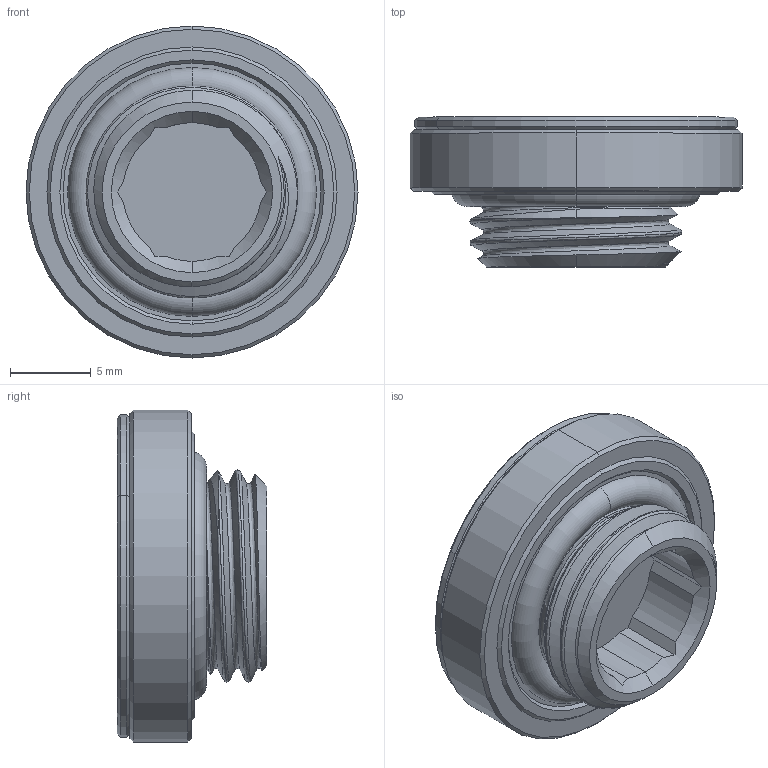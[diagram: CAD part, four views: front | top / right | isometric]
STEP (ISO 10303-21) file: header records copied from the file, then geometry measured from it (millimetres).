
FILE_DESCRIPTION (( 'STEP AP203' ), '1' );
FILE_NAME ('TG-DM-FIT-0009 DeltaMate Plug - Black.STEP', '2025-07-31T12:33:24', ( '' ), ( '' ), 'SwSTEP 2.0', 'SolidWorks 2024', '' );
FILE_SCHEMA (( 'CONFIG_CONTROL_DESIGN' ));
Length unit declared in the file: millimetre
Products named in the file (1): TG-DM-FIT-0009 DeltaMate Plug - Black
Bounding box: 20.6 x 9.3 x 20.6 mm (x, y, z)
Volume: 1800.3 mm3; surface area: 2142.9 mm2
Topology: 2 solids, 2 shells, 130 faces, 317 edges, 204 vertices
Faces by surface type: plane 50, cylinder 35, cone 27, torus 13, bspline 5
Entity records: 5368 total; most frequent: CARTESIAN_POINT 2255, DIRECTION 641, ORIENTED_EDGE 634, EDGE_CURVE 317, AXIS2_PLACEMENT_3D 253, VERTEX_POINT 204, EDGE_LOOP 143, LINE 135
